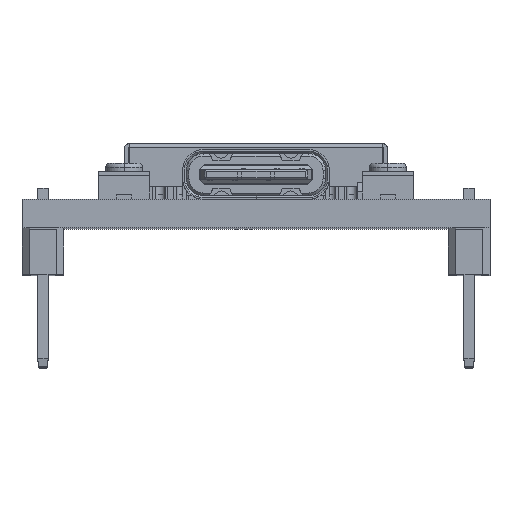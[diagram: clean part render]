
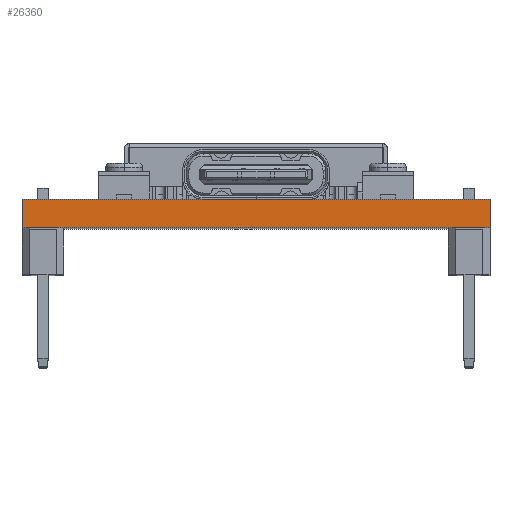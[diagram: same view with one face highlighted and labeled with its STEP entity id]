
A CAD part, top view. The second image highlights one B-rep face of the part: STEP entity #26360.
In plain terms, the highlighted planar face has unit normal (0, 0, 1).
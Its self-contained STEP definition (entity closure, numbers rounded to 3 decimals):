
#25572 = VERTEX_POINT('',#25573);
#25573 = CARTESIAN_POINT('',(13.95,2.8,24.1));
#25579 = EDGE_CURVE('',#25580,#25572,#25582,.T.);
#25580 = VERTEX_POINT('',#25581);
#25581 = CARTESIAN_POINT('',(-13.95,2.8,24.1));
#25582 = LINE('',#25583,#25584);
#25583 = CARTESIAN_POINT('',(0.,2.8,24.1));
#25584 = VECTOR('',#25585,1.);
#25585 = DIRECTION('',(1.,0.,-0.));
#26286 = EDGE_CURVE('',#25580,#26287,#26289,.T.);
#26287 = VERTEX_POINT('',#26288);
#26288 = CARTESIAN_POINT('',(-13.95,4.5,24.1));
#26289 = LINE('',#26290,#26291);
#26290 = CARTESIAN_POINT('',(-13.95,4.5,24.1));
#26291 = VECTOR('',#26292,1.);
#26292 = DIRECTION('',(0.,1.,-0.));
#26343 = VERTEX_POINT('',#26344);
#26344 = CARTESIAN_POINT('',(13.95,4.5,24.1));
#26350 = EDGE_CURVE('',#26343,#25572,#26351,.T.);
#26351 = LINE('',#26352,#26353);
#26352 = CARTESIAN_POINT('',(13.95,4.5,24.1));
#26353 = VECTOR('',#26354,1.);
#26354 = DIRECTION('',(-0.,-1.,-0.));
#26360 = ADVANCED_FACE('',(#26361),#26372,.T.);
#26361 = FACE_BOUND('',#26362,.T.);
#26362 = EDGE_LOOP('',(#26363,#26364,#26365,#26371));
#26363 = ORIENTED_EDGE('',*,*,#25579,.T.);
#26364 = ORIENTED_EDGE('',*,*,#26350,.F.);
#26365 = ORIENTED_EDGE('',*,*,#26366,.T.);
#26366 = EDGE_CURVE('',#26343,#26287,#26367,.T.);
#26367 = LINE('',#26368,#26369);
#26368 = CARTESIAN_POINT('',(0.,4.5,24.1));
#26369 = VECTOR('',#26370,1.);
#26370 = DIRECTION('',(-1.,-0.,0.));
#26371 = ORIENTED_EDGE('',*,*,#26286,.F.);
#26372 = PLANE('',#26373);
#26373 = AXIS2_PLACEMENT_3D('',#26374,#26375,#26376);
#26374 = CARTESIAN_POINT('',(0.,4.5,24.1));
#26375 = DIRECTION('',(0.,-0.,1.));
#26376 = DIRECTION('',(1.,0.,0.));
